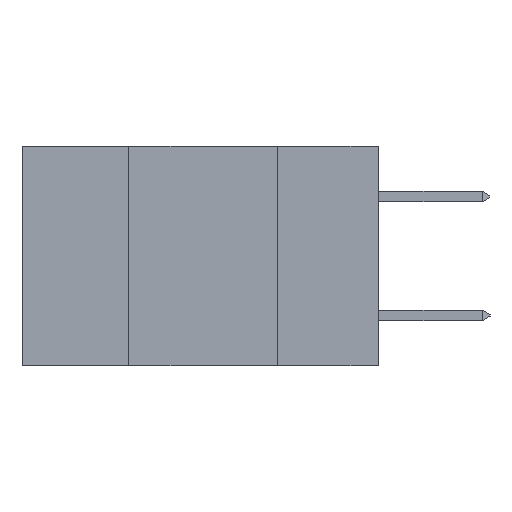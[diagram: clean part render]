
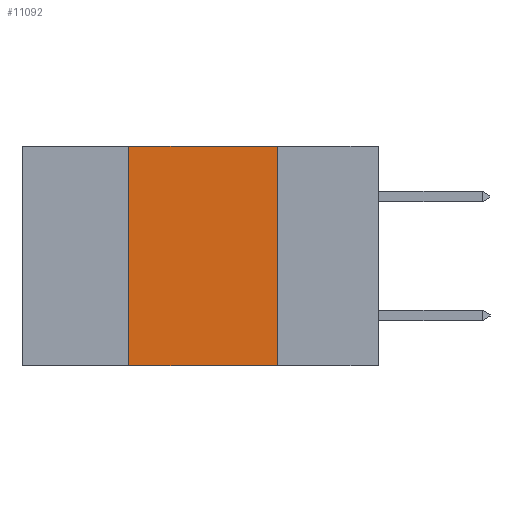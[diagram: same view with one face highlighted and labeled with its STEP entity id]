
A CAD part, left-side view. The second image highlights one B-rep face of the part: STEP entity #11092.
In plain terms, the highlighted planar face has unit normal (-1, 0, 0).
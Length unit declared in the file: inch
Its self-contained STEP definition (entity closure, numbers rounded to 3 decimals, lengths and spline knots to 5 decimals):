
#117 = DIRECTION ( 'NONE',  ( 0., 0., -1. ) ) ;
#1617 = VECTOR ( 'NONE', #7067, 39.37008 ) ;
#1814 = VECTOR ( 'NONE', #9188, 39.37008 ) ;
#2226 = LINE ( 'NONE', #9305, #1814 ) ;
#2335 = AXIS2_PLACEMENT_3D ( 'NONE', #12595, #7802, #117 ) ;
#2460 = VERTEX_POINT ( 'NONE', #10253 ) ;
#2591 = PLANE ( 'NONE',  #2335 ) ;
#2869 = CARTESIAN_POINT ( 'NONE',  ( 0., 0.42, 0. ) ) ;
#2877 = VERTEX_POINT ( 'NONE', #3455 ) ;
#3455 = CARTESIAN_POINT ( 'NONE',  ( 0., 0.17, 0. ) ) ;
#3941 = ORIENTED_EDGE ( 'NONE', *, *, #11164, .F. ) ;
#4272 = ORIENTED_EDGE ( 'NONE', *, *, #8092, .F. ) ;
#4965 = ORIENTED_EDGE ( 'NONE', *, *, #9524, .F. ) ;
#5231 = ORIENTED_EDGE ( 'NONE', *, *, #7883, .T. ) ;
#6442 = FACE_OUTER_BOUND ( 'NONE', #7685, .T. ) ;
#6789 = VERTEX_POINT ( 'NONE', #2869 ) ;
#7067 = DIRECTION ( 'NONE',  ( 0., -1., 0. ) ) ;
#7140 = CARTESIAN_POINT ( 'NONE',  ( 0., 0.6, -0.37 ) ) ;
#7239 = DIRECTION ( 'NONE',  ( 0., 0., 1. ) ) ;
#7616 = CARTESIAN_POINT ( 'NONE',  ( 0., 0.42, -0.37 ) ) ;
#7685 = EDGE_LOOP ( 'NONE', ( #4272, #3941, #4965, #5231 ) ) ;
#7802 = DIRECTION ( 'NONE',  ( 1., 0., 0. ) ) ;
#7883 = EDGE_CURVE ( 'NONE', #2460, #14444, #14810, .T. ) ;
#8024 = CARTESIAN_POINT ( 'NONE',  ( 0., 0.17, -0.37 ) ) ;
#8092 = EDGE_CURVE ( 'NONE', #2877, #14444, #2226, .T. ) ;
#8909 = LINE ( 'NONE', #15062, #11753 ) ;
#9188 = DIRECTION ( 'NONE',  ( 0., 0., -1. ) ) ;
#9305 = CARTESIAN_POINT ( 'NONE',  ( 0., 0.17, -0.37 ) ) ;
#9524 = EDGE_CURVE ( 'NONE', #2460, #6789, #10322, .T. ) ;
#10253 = CARTESIAN_POINT ( 'NONE',  ( 0., 0.42, -0.37 ) ) ;
#10322 = LINE ( 'NONE', #7616, #10710 ) ;
#10377 = DIRECTION ( 'NONE',  ( 0., -1., 0. ) ) ;
#10710 = VECTOR ( 'NONE', #7239, 39.37008 ) ;
#11092 = ADVANCED_FACE ( 'NONE', ( #6442 ), #2591, .F. ) ;
#11164 = EDGE_CURVE ( 'NONE', #6789, #2877, #8909, .T. ) ;
#11753 = VECTOR ( 'NONE', #10377, 39.37008 ) ;
#12595 = CARTESIAN_POINT ( 'NONE',  ( 0., 0.6, 0. ) ) ;
#14444 = VERTEX_POINT ( 'NONE', #8024 ) ;
#14810 = LINE ( 'NONE', #7140, #1617 ) ;
#15062 = CARTESIAN_POINT ( 'NONE',  ( 0., 0.6, 0. ) ) ;
